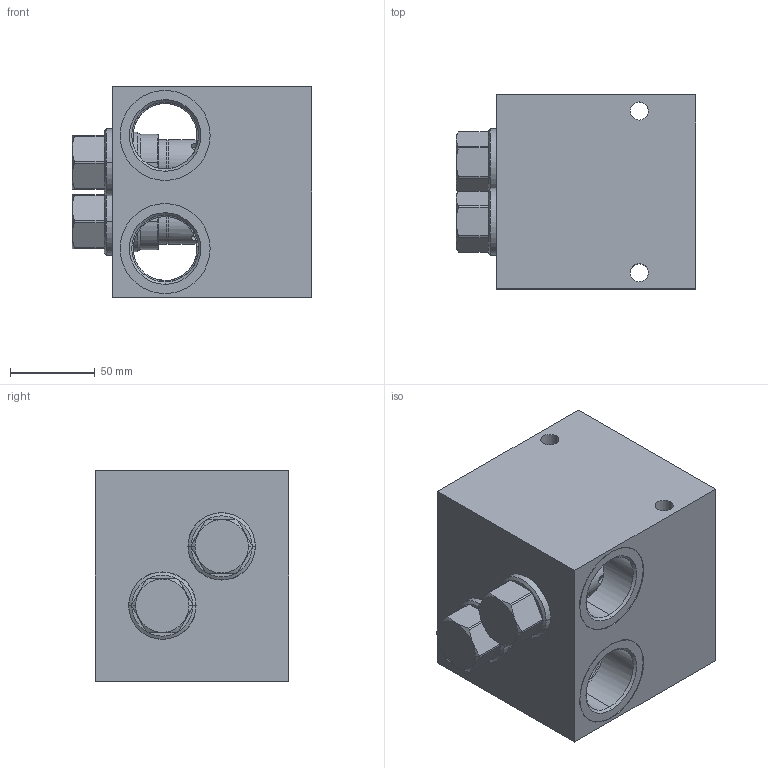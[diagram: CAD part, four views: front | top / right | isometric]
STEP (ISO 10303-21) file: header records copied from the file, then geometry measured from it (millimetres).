
FILE_DESCRIPTION((''),'2;1');
FILE_NAME('IMY_ASM','2024-01-22T',('ProEService'),(''),'PRO/ENGINEER BY PARAMETRIC TECHNOLOGY CORPORATION, 2014200','PRO/ENGINEER BY PARAMETRIC TECHNOLOGY CORPORATION, 2014200','');
FILE_SCHEMA(('CONFIG_CONTROL_DESIGN'));
Length unit declared in the file: inch
Products named in the file (3): 151-172-009; CXHAXAN; IMY_ASM
Assembly tree (3 placements, depth 2):
  IMY_ASM
    151-172-009
    CXHAXAN  x2
Bounding box: 141.3 x 114.3 x 123.83 mm (x, y, z)
Volume: 1177807.2 mm3; surface area: 178677.5 mm2
Topology: 7 solids, 7 shells, 447 faces, 1318 edges, 1019 vertices
Faces by surface type: cylinder 210, cone 105, plane 78, torus 38, revolution 16
Entity records: 12834 total; most frequent: CARTESIAN_POINT 4326, DIRECTION 1807, ORIENTED_EDGE 1454, EDGE_CURVE 727, AXIS2_PLACEMENT_3D 651, VECTOR 497, LINE 497, VERTEX_POINT 446
